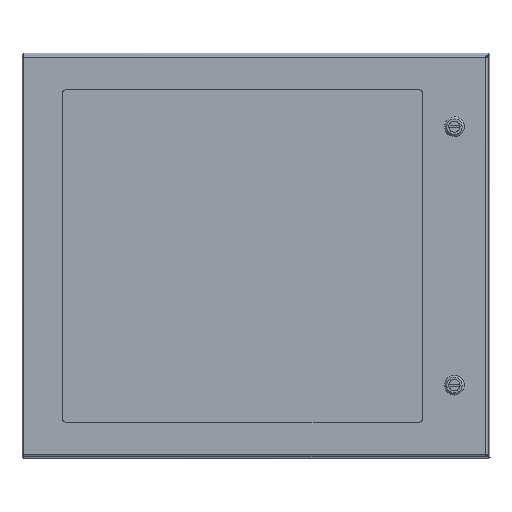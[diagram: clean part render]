
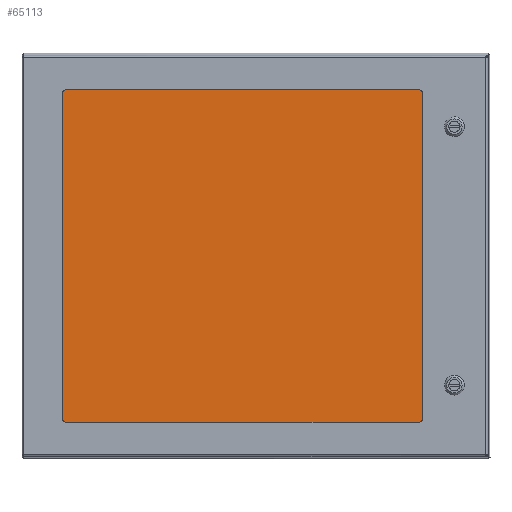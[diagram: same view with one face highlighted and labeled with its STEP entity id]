
A CAD part, top view. The second image highlights one B-rep face of the part: STEP entity #65113.
In plain terms, the highlighted planar face has unit normal (0, 0, 1).
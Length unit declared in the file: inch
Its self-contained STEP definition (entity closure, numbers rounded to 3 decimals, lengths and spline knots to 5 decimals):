
#1987 = VERTEX_POINT ( 'NONE', #27120 ) ;
#2072 = LINE ( 'NONE', #73052, #82878 ) ;
#3593 = CARTESIAN_POINT ( 'NONE',  ( 10.03382, -10.215, 1.23606 ) ) ;
#7937 = EDGE_CURVE ( 'NONE', #9273, #95451, #98764, .T. ) ;
#8765 = CARTESIAN_POINT ( 'NONE',  ( -11.18618, 9.465, 1.23606 ) ) ;
#9273 = VERTEX_POINT ( 'NONE', #3593 ) ;
#24701 = PLANE ( 'NONE',  #92843 ) ;
#26808 = EDGE_CURVE ( 'NONE', #87348, #1987, #70811, .T. ) ;
#27120 = CARTESIAN_POINT ( 'NONE',  ( 10.03382, 9.465, 1.23606 ) ) ;
#29311 = EDGE_CURVE ( 'NONE', #1987, #9273, #2072, .T. ) ;
#30555 = DIRECTION ( 'NONE',  ( 0., 1., 0. ) ) ;
#33822 = ORIENTED_EDGE ( 'NONE', *, *, #26808, .F. ) ;
#37289 = EDGE_CURVE ( 'NONE', #95451, #87348, #53804, .T. ) ;
#37517 = EDGE_LOOP ( 'NONE', ( #90125, #33822, #83303, #98916 ) ) ;
#45108 = VECTOR ( 'NONE', #30555, 39.37008 ) ;
#45918 = VECTOR ( 'NONE', #56076, 39.37008 ) ;
#53616 = CARTESIAN_POINT ( 'NONE',  ( -11.18618, -10.215, 1.23606 ) ) ;
#53804 = LINE ( 'NONE', #94587, #45108 ) ;
#56076 = DIRECTION ( 'NONE',  ( 1., 0., 0. ) ) ;
#56482 = VECTOR ( 'NONE', #58814, 39.37008 ) ;
#58473 = CARTESIAN_POINT ( 'NONE',  ( 10.03382, -10.215, 1.23606 ) ) ;
#58814 = DIRECTION ( 'NONE',  ( -1., 0., 0. ) ) ;
#59125 = DIRECTION ( 'NONE',  ( 1., 0., 0. ) ) ;
#65113 = ADVANCED_FACE ( 'NONE', ( #72973 ), #24701, .T. ) ;
#65769 = DIRECTION ( 'NONE',  ( 0., -1., 0. ) ) ;
#70811 = LINE ( 'NONE', #8765, #45918 ) ;
#72973 = FACE_OUTER_BOUND ( 'NONE', #37517, .T. ) ;
#73052 = CARTESIAN_POINT ( 'NONE',  ( 10.03382, 9.465, 1.23606 ) ) ;
#73078 = CARTESIAN_POINT ( 'NONE',  ( -11.18618, 9.465, 1.23606 ) ) ;
#82063 = CARTESIAN_POINT ( 'NONE',  ( -0.57618, -0.375, 1.23606 ) ) ;
#82878 = VECTOR ( 'NONE', #65769, 39.37008 ) ;
#83303 = ORIENTED_EDGE ( 'NONE', *, *, #37289, .F. ) ;
#87348 = VERTEX_POINT ( 'NONE', #73078 ) ;
#90125 = ORIENTED_EDGE ( 'NONE', *, *, #29311, .F. ) ;
#90420 = DIRECTION ( 'NONE',  ( 0., 0., 1. ) ) ;
#92843 = AXIS2_PLACEMENT_3D ( 'NONE', #82063, #90420, #59125 ) ;
#94587 = CARTESIAN_POINT ( 'NONE',  ( -11.18618, -10.215, 1.23606 ) ) ;
#95451 = VERTEX_POINT ( 'NONE', #53616 ) ;
#98764 = LINE ( 'NONE', #58473, #56482 ) ;
#98916 = ORIENTED_EDGE ( 'NONE', *, *, #7937, .F. ) ;
